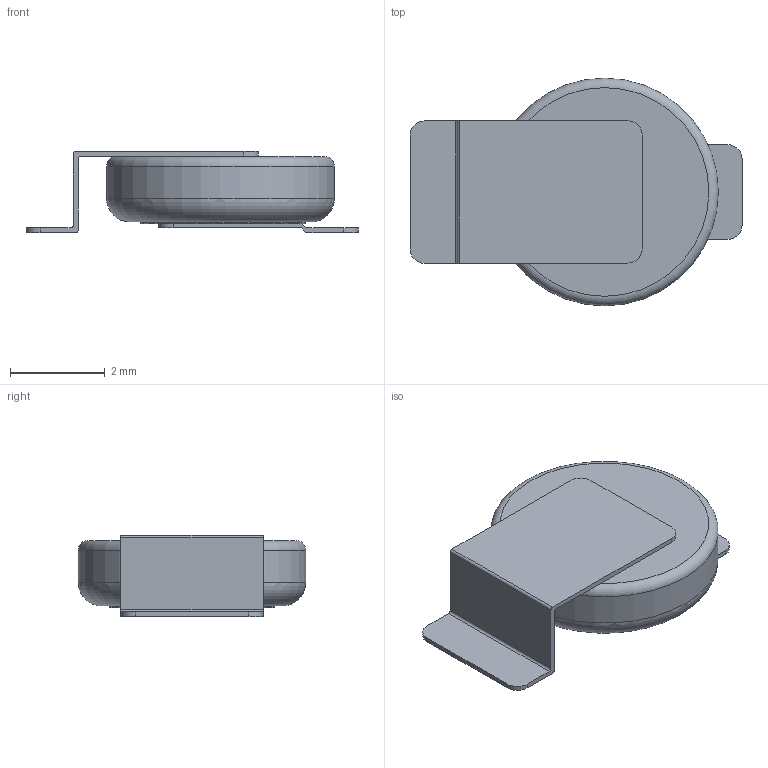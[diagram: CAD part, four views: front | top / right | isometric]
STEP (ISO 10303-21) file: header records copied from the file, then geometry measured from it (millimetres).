
FILE_DESCRIPTION(('FreeCAD Model'),'2;1');
FILE_NAME('Open CASCADE Shape Model','2024-04-17T16:04:40',( 'kicad StepUp'),('ksu MCAD'),'Open CASCADE STEP processor 7.6', 'FreeCAD','Unknown');
FILE_SCHEMA(('AUTOMOTIVE_DESIGN { 1 0 10303 214 1 1 1 1 }'));
Length unit declared in the file: millimetre
Products named in the file (1): XH4141H
Bounding box: 7 x 4.8 x 1.71 mm (x, y, z)
Volume: 26.9 mm3; surface area: 100 mm2
Topology: 2 solids, 2 shells, 47 faces, 118 edges, 76 vertices
Faces by surface type: plane 25, cylinder 16, torus 5, bspline 1
Full cylindrical faces by diameter (mm): 3.471 x2, 3.907 x1, 4.8 x1
Entity records: 1758 total; most frequent: CARTESIAN_POINT 349, DIRECTION 248, ORIENTED_EDGE 236, EDGE_CURVE 118, AXIS2_PLACEMENT_3D 90, VERTEX_POINT 76, LINE 68, VECTOR 68
